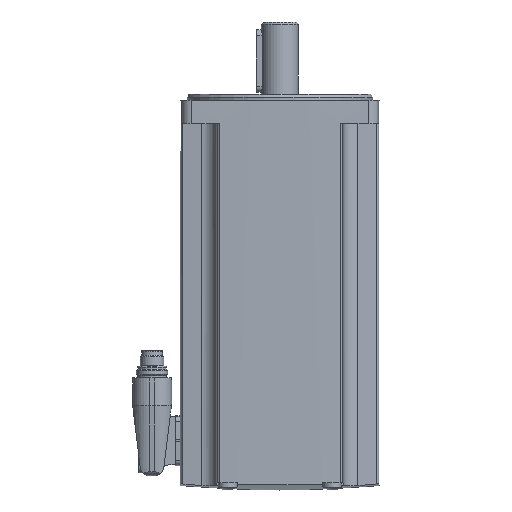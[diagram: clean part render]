
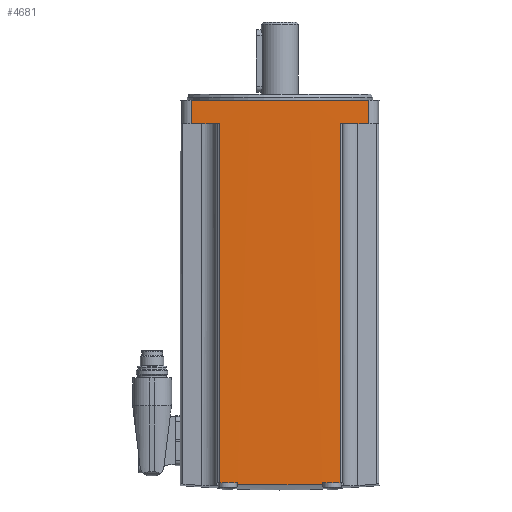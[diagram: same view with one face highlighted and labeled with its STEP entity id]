
A CAD part, left-side view. The second image highlights one B-rep face of the part: STEP entity #4681.
In plain terms, the highlighted cylindrical face has radius 1250.5 mm (diameter 2501 mm), a partial arc.
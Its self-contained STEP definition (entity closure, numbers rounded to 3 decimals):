
#89=B_SPLINE_CURVE_WITH_KNOTS('',3,(#7252,#7253,#7254,#7255),
 .UNSPECIFIED.,.F.,.F.,(4,4),(0.009,0.053),
 .UNSPECIFIED.);
#136=LINE('',#7229,#441);
#138=LINE('',#7235,#443);
#139=LINE('',#7240,#444);
#140=LINE('',#7244,#445);
#141=LINE('',#7245,#446);
#142=LINE('',#7250,#447);
#441=VECTOR('',#5668,1000.);
#443=VECTOR('',#5674,1000.);
#444=VECTOR('',#5677,1000.);
#445=VECTOR('',#5680,1000.);
#446=VECTOR('',#5681,1000.);
#447=VECTOR('',#5686,1000.);
#747=CYLINDRICAL_SURFACE('',#5023,1250.5);
#896=ORIENTED_EDGE('',*,*,#2228,.F.);
#897=ORIENTED_EDGE('',*,*,#2229,.F.);
#898=ORIENTED_EDGE('',*,*,#2230,.T.);
#899=ORIENTED_EDGE('',*,*,#2231,.T.);
#900=ORIENTED_EDGE('',*,*,#2232,.F.);
#901=ORIENTED_EDGE('',*,*,#2212,.F.);
#902=ORIENTED_EDGE('',*,*,#2233,.T.);
#903=ORIENTED_EDGE('',*,*,#2234,.T.);
#904=ORIENTED_EDGE('',*,*,#2225,.F.);
#905=ORIENTED_EDGE('',*,*,#2235,.F.);
#906=ORIENTED_EDGE('',*,*,#2236,.F.);
#907=ORIENTED_EDGE('',*,*,#2237,.T.);
#2212=EDGE_CURVE('',#2878,#2879,#3358,.T.);
#2225=EDGE_CURVE('',#2890,#2892,#136,.T.);
#2228=EDGE_CURVE('',#2894,#2895,#138,.F.);
#2229=EDGE_CURVE('',#2896,#2894,#3372,.F.);
#2230=EDGE_CURVE('',#2896,#2897,#139,.T.);
#2231=EDGE_CURVE('',#2897,#2898,#3373,.T.);
#2232=EDGE_CURVE('',#2879,#2898,#140,.T.);
#2233=EDGE_CURVE('',#2878,#2899,#141,.T.);
#2234=EDGE_CURVE('',#2899,#2892,#3374,.T.);
#2235=EDGE_CURVE('',#2900,#2890,#3375,.F.);
#2236=EDGE_CURVE('',#2901,#2900,#142,.T.);
#2237=EDGE_CURVE('',#2901,#2895,#89,.T.);
#2878=VERTEX_POINT('',#7201);
#2879=VERTEX_POINT('',#7203);
#2890=VERTEX_POINT('',#7227);
#2892=VERTEX_POINT('',#7230);
#2894=VERTEX_POINT('',#7236);
#2895=VERTEX_POINT('',#7237);
#2896=VERTEX_POINT('',#7239);
#2897=VERTEX_POINT('',#7241);
#2898=VERTEX_POINT('',#7243);
#2899=VERTEX_POINT('',#7246);
#2900=VERTEX_POINT('',#7249);
#2901=VERTEX_POINT('',#7251);
#3358=CIRCLE('',#5008,1250.5);
#3372=CIRCLE('',#5024,1250.5);
#3373=CIRCLE('',#5025,1250.5);
#3374=CIRCLE('',#5026,1250.5);
#3375=CIRCLE('',#5027,1250.5);
#3651=EDGE_LOOP('',(#896,#897,#898,#899,#900,#901,#902,#903,#904,#905,#906,
#907));
#4098=FACE_BOUND('',#3651,.T.);
#4681=ADVANCED_FACE('',(#4098),#747,.T.);
#5008=AXIS2_PLACEMENT_3D('',#7202,#5640,#5641);
#5023=AXIS2_PLACEMENT_3D('',#7234,#5672,#5673);
#5024=AXIS2_PLACEMENT_3D('',#7238,#5675,#5676);
#5025=AXIS2_PLACEMENT_3D('',#7242,#5678,#5679);
#5026=AXIS2_PLACEMENT_3D('',#7247,#5682,#5683);
#5027=AXIS2_PLACEMENT_3D('',#7248,#5684,#5685);
#5640=DIRECTION('',(0.,0.,1.));
#5641=DIRECTION('',(1.,0.,0.));
#5668=DIRECTION('',(0.,0.,1.));
#5672=DIRECTION('',(0.,0.,1.));
#5673=DIRECTION('',(1.,0.,0.));
#5674=DIRECTION('',(0.,0.,1.));
#5675=DIRECTION('',(0.,0.,1.));
#5676=DIRECTION('',(1.,0.,0.));
#5677=DIRECTION('',(0.,0.,1.));
#5678=DIRECTION('',(0.,0.,1.));
#5679=DIRECTION('',(1.,0.,0.));
#5680=DIRECTION('',(0.,0.,-1.));
#5681=DIRECTION('',(0.,0.,-1.));
#5682=DIRECTION('',(0.,0.,1.));
#5683=DIRECTION('',(1.,0.,0.));
#5684=DIRECTION('',(0.,0.,1.));
#5685=DIRECTION('',(1.,0.,0.));
#5686=DIRECTION('',(0.,0.,1.));
#7201=CARTESIAN_POINT('',(-50.177,45.362,0.));
#7202=CARTESIAN_POINT('',(1199.5,0.,0.));
#7203=CARTESIAN_POINT('',(-50.177,-45.362,0.));
#7227=CARTESIAN_POINT('',(-50.619,30.865,-196.));
#7229=CARTESIAN_POINT('',(-50.619,30.865,-204.));
#7230=CARTESIAN_POINT('',(-50.619,30.865,-12.));
#7234=CARTESIAN_POINT('',(1199.5,0.,-204.));
#7235=CARTESIAN_POINT('',(-50.811,-21.75,-204.));
#7236=CARTESIAN_POINT('',(-50.811,-21.75,-196.));
#7237=CARTESIAN_POINT('',(-50.811,-21.75,-197.063));
#7238=CARTESIAN_POINT('',(1199.5,0.,-196.));
#7239=CARTESIAN_POINT('',(-50.619,-30.865,-196.));
#7240=CARTESIAN_POINT('',(-50.619,-30.865,-204.));
#7241=CARTESIAN_POINT('',(-50.619,-30.865,-12.));
#7242=CARTESIAN_POINT('',(1199.5,0.,-12.));
#7243=CARTESIAN_POINT('',(-50.177,-45.362,-12.));
#7244=CARTESIAN_POINT('',(-50.177,-45.362,0.));
#7245=CARTESIAN_POINT('',(-50.177,45.362,0.));
#7246=CARTESIAN_POINT('',(-50.177,45.362,-12.));
#7247=CARTESIAN_POINT('',(1199.5,0.,-12.));
#7248=CARTESIAN_POINT('',(1199.5,0.,-196.));
#7249=CARTESIAN_POINT('',(-50.811,21.75,-196.));
#7250=CARTESIAN_POINT('',(-50.811,21.75,-204.));
#7251=CARTESIAN_POINT('',(-50.811,21.75,-197.063));
#7252=CARTESIAN_POINT('',(-50.811,21.75,-197.063));
#7253=CARTESIAN_POINT('',(-51.063,7.25,-197.646));
#7254=CARTESIAN_POINT('',(-51.063,-7.25,-197.646));
#7255=CARTESIAN_POINT('',(-50.811,-21.75,-197.063));
